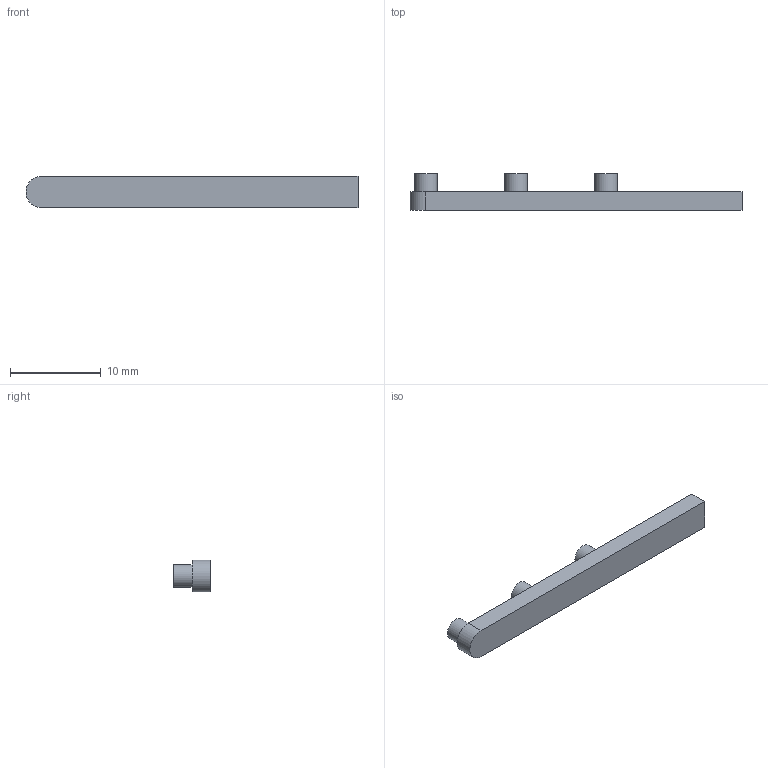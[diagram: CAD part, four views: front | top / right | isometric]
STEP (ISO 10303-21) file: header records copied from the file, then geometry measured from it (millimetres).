
FILE_DESCRIPTION(/* description */ (''),/* implementation_level */ '2;1');
FILE_NAME(/* name */ 'Feeding_Wells.step',/* time_stamp */ '2025-09-05T10:16:11+02:00',/* author */ (''),/* organization */ (''),/* preprocessor_version */ 'ST-DEVELOPER v20.1',/* originating_system */ 'Autodesk Translation Framework v14.10.0.0',/* authorisation */ '');
FILE_SCHEMA (('AUTOMOTIVE_DESIGN { 1 0 10303 214 3 1 1 }'));
Length unit declared in the file: millimetre
Products named in the file (1): Feeding Wells
Bounding box: 36.65 x 4 x 3.5 mm (x, y, z)
Volume: 278.7 mm3; surface area: 469.4 mm2
Topology: 1 solids, 1 shells, 21 faces, 39 edges, 26 vertices
Faces by surface type: plane 11, cylinder 7, bspline 3
Full cylindrical faces by diameter (mm): 1.5 x3, 2.5 x3
Entity records: 642 total; most frequent: CARTESIAN_POINT 165, DIRECTION 100, ORIENTED_EDGE 78, AXIS2_PLACEMENT_3D 42, EDGE_CURVE 39, EDGE_LOOP 27, VERTEX_POINT 26, CIRCLE 23
